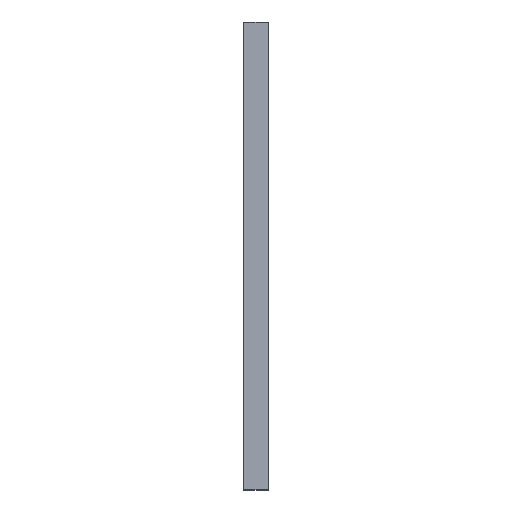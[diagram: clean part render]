
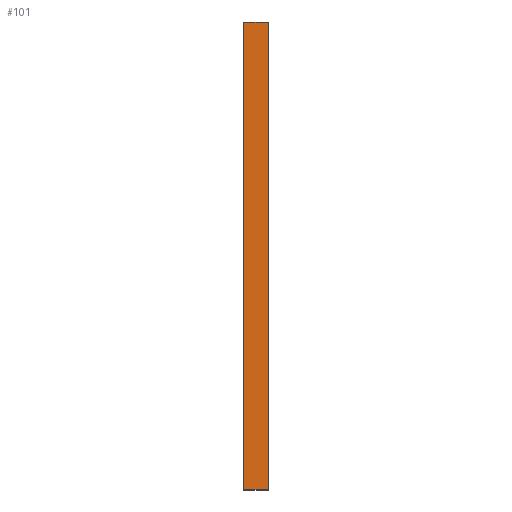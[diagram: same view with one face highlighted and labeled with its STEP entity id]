
A CAD part, top view. The second image highlights one B-rep face of the part: STEP entity #101.
In plain terms, the highlighted planar face has unit normal (0, 0, 1).
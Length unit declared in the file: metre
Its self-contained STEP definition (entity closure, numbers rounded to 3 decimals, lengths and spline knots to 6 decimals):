
#101 = ADVANCED_FACE( 'NONE', ( #265 ), #266, .F. );
#265 = FACE_OUTER_BOUND( '', #496, .T. );
#266 = PLANE( '', #497 );
#496 = EDGE_LOOP( '', ( #795, #796, #797, #798 ) );
#497 = AXIS2_PLACEMENT_3D( '', #799, #800, #801 );
#795 = ORIENTED_EDGE( '', *, *, #1290, .T. );
#796 = ORIENTED_EDGE( '', *, *, #1233, .T. );
#797 = ORIENTED_EDGE( '', *, *, #1291, .F. );
#798 = ORIENTED_EDGE( '', *, *, #1292, .T. );
#799 = CARTESIAN_POINT( '', ( 0.024, 0.048, 0.0025 ) );
#800 = DIRECTION( '', ( 0., 0., -1. ) );
#801 = DIRECTION( '', ( -1., 0., 0. ) );
#1233 = EDGE_CURVE( 'NONE', #1461, #1466, #1468, .T. );
#1290 = EDGE_CURVE( 'NONE', #1570, #1461, #1571, .T. );
#1291 = EDGE_CURVE( 'NONE', #1572, #1466, #1573, .T. );
#1292 = EDGE_CURVE( 'NONE', #1572, #1570, #1574, .T. );
#1461 = VERTEX_POINT( 'NONE', #1794 );
#1466 = VERTEX_POINT( 'NONE', #1801 );
#1468 = LINE( '', #1804, #1805 );
#1570 = VERTEX_POINT( 'NONE', #1931 );
#1571 = LINE( '', #1932, #1933 );
#1572 = VERTEX_POINT( 'NONE', #1934 );
#1573 = LINE( '', #1935, #1936 );
#1574 = LINE( '', #1937, #1938 );
#1794 = CARTESIAN_POINT( '', ( -0.0215, 0., 0.0025 ) );
#1801 = CARTESIAN_POINT( '', ( -0.0215, 0.048, 0.0025 ) );
#1804 = CARTESIAN_POINT( '', ( -0.0215, 0., 0.0025 ) );
#1805 = VECTOR( '', #2187, 1. );
#1931 = CARTESIAN_POINT( '', ( -0.024, 0., 0.0025 ) );
#1932 = CARTESIAN_POINT( '', ( 0.024, 0., 0.0025 ) );
#1933 = VECTOR( '', #2296, 1. );
#1934 = CARTESIAN_POINT( '', ( -0.024, 0.048, 0.0025 ) );
#1935 = CARTESIAN_POINT( '', ( 0.024, 0.048, 0.0025 ) );
#1936 = VECTOR( '', #2297, 1. );
#1937 = CARTESIAN_POINT( '', ( -0.024, 0.048, 0.0025 ) );
#1938 = VECTOR( '', #2298, 1. );
#2187 = DIRECTION( '', ( 0., 1., 0. ) );
#2296 = DIRECTION( '', ( 1., 0., 0. ) );
#2297 = DIRECTION( '', ( 1., 0., 0. ) );
#2298 = DIRECTION( '', ( 0., -1., 0. ) );
